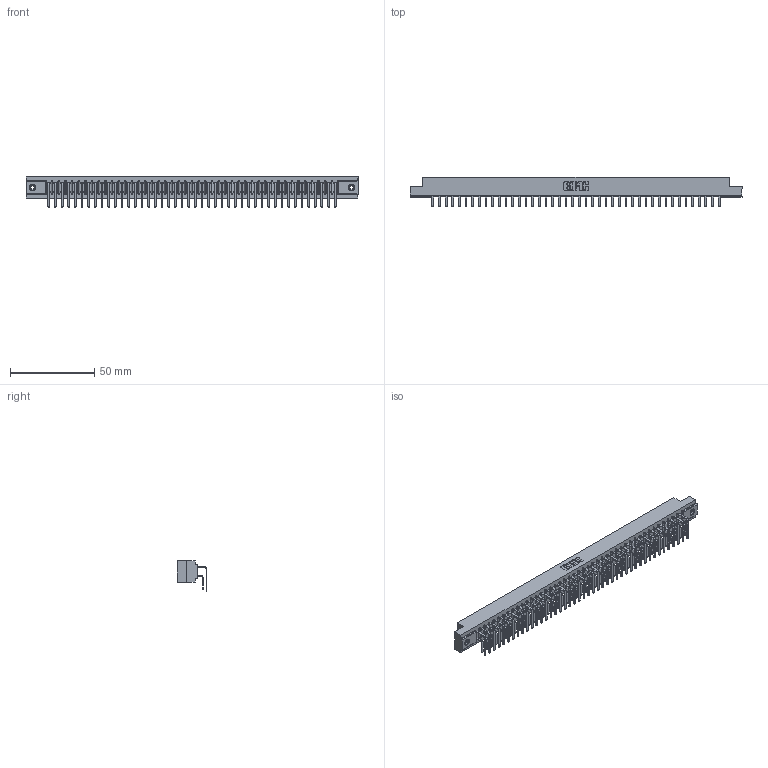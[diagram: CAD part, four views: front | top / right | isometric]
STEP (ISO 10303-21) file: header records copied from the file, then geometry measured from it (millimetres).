
FILE_DESCRIPTION (( 'STEP AP203' ), '1' );
FILE_NAME ('357-044-559-108.STEP', '2018-08-11T11:19:46', ( '' ), ( '' ), 'SwSTEP 2.0', 'SolidWorks 2016', '' );
FILE_SCHEMA (( 'CONFIG_CONTROL_DESIGN' ));
Length unit declared in the file: inch
Products named in the file (5): 307-290-001_559 - 2 (Single); 345-250-001_345-250-003-102; 357-044-559-108; 307 Part_.156 Dia Mounting Holes; 307-290-001_558 559 - 1 (Single)
Assembly tree (91 placements, depth 2):
  357-044-559-108
    307 Part_.156 Dia Mounting Holes
    307-290-001_558 559 - 1 (Single)  x44
    307-290-001_559 - 2 (Single)  x44
    345-250-001_345-250-003-102  x2
Bounding box: 197.36 x 17.69 x 18.07 mm (x, y, z)
Volume: 21384.5 mm3; surface area: 28498.8 mm2
Topology: 91 solids, 91 shells, 4623 faces, 12955 edges, 8390 vertices
Faces by surface type: plane 3006, cylinder 1511, sphere 90, cone 12, torus 4
Entity records: 41514 total; most frequent: CARTESIAN_POINT 6777, ORIENTED_EDGE 6710, DIRECTION 6645, EDGE_CURVE 3355, VECTOR 2573, LINE 2573, VERTEX_POINT 2168, AXIS2_PLACEMENT_3D 2036
